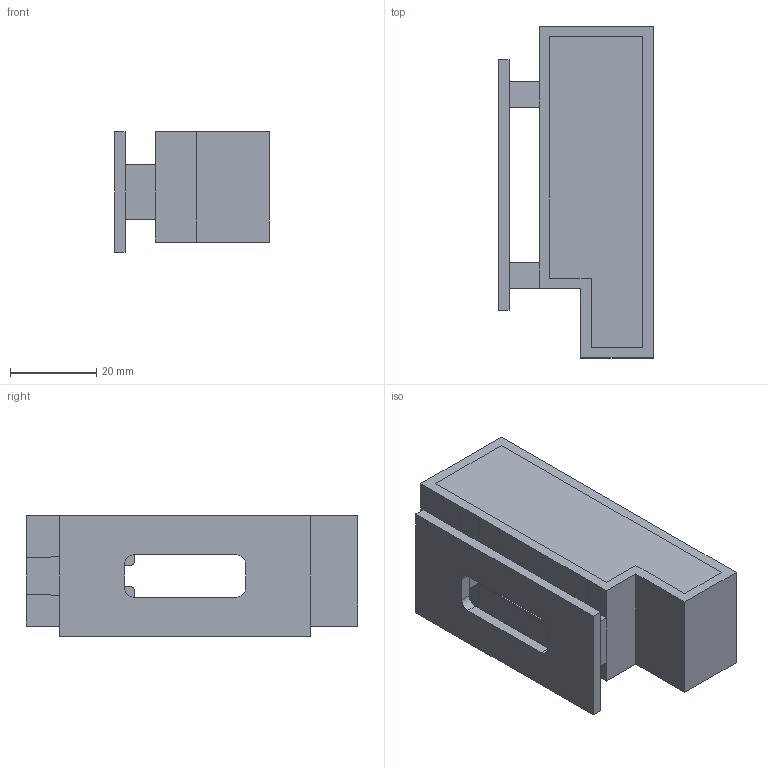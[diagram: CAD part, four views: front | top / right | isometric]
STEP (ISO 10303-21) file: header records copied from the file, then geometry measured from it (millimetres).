
FILE_DESCRIPTION(('FreeCAD Model'),'2;1');
FILE_NAME('Open CASCADE Shape Model','2025-05-18T08:04:18',(''),(''), 'Open CASCADE STEP processor 7.7','FreeCAD','Unknown');
FILE_SCHEMA(('AUTOMOTIVE_DESIGN { 1 0 10303 214 1 1 1 1 }'));
Length unit declared in the file: millimetre
Products named in the file (1): Body
Bounding box: 35.8 x 76.8 x 28 mm (x, y, z)
Volume: 17542.1 mm3; surface area: 15672.4 mm2
Topology: 1 solids, 1 shells, 88 faces, 234 edges, 148 vertices
Faces by surface type: plane 69, cylinder 19
Full cylindrical faces by diameter (mm): 9.5 x1
Entity records: 2726 total; most frequent: CARTESIAN_POINT 471, ORIENTED_EDGE 468, DIRECTION 450, EDGE_CURVE 234, LINE 196, VECTOR 196, VERTEX_POINT 148, AXIS2_PLACEMENT_3D 127
